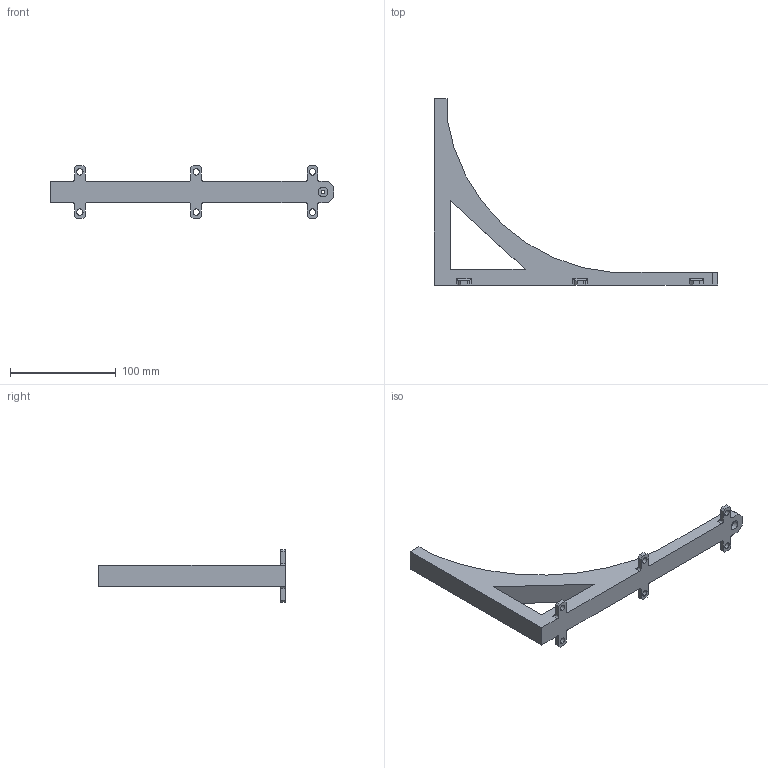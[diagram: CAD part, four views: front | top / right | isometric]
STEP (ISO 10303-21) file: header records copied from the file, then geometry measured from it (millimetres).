
FILE_DESCRIPTION (( 'STEP AP203' ), '1' );
FILE_NAME ('RAMPA.STEP', '2024-11-26T01:04:55', ( '' ), ( '' ), 'SwSTEP 2.0', 'SolidWorks 2018', '' );
FILE_SCHEMA (( 'CONFIG_CONTROL_DESIGN' ));
Length unit declared in the file: millimetre
Products named in the file (1): RAMPA
Bounding box: 267.92 x 176 x 50 mm (x, y, z)
Volume: 168872.1 mm3; surface area: 42735.5 mm2
Topology: 1 solids, 1 shells, 102 faces, 280 edges, 181 vertices
Faces by surface type: plane 59, cylinder 41, cone 2
Entity records: 3320 total; most frequent: CARTESIAN_POINT 600, ORIENTED_EDGE 560, DIRECTION 537, EDGE_CURVE 280, LINE 205, VECTOR 205, VERTEX_POINT 181, AXIS2_PLACEMENT_3D 166
